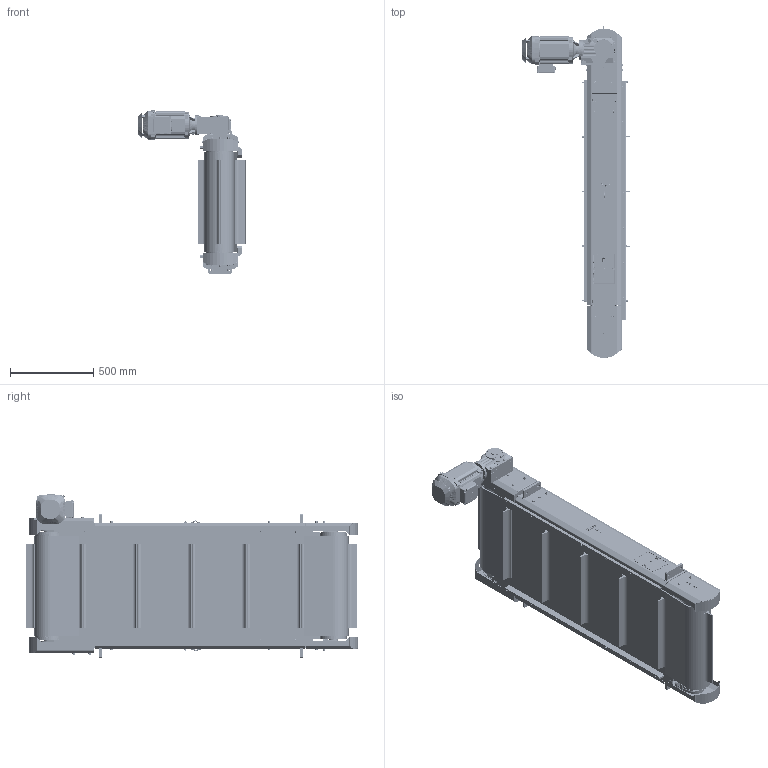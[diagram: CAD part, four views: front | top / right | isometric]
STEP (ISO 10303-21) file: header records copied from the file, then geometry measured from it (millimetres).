
FILE_DESCRIPTION(/* description */ (''),/* implementation_level */ '2;1');
FILE_NAME(/* name */ 'RONC120331.stp',/* time_stamp */ '2023-08-25T14:49:20+02:00',/* author */ ('PH'),/* organization */ (''),/* preprocessor_version */ 'ST-DEVELOPER v18.1',/* originating_system */ 'Autodesk Inventor 2021',/* authorisation */ '');
FILE_SCHEMA (('AUTOMOTIVE_DESIGN { 1 0 10303 214 3 1 1 }'));
Products named in the file (1): RONC120331
Bounding box: 645.1 x 1988.2 x 977.88 mm (x, y, z)
Volume: 70690962.4 mm3; surface area: 16705893.3 mm2
Topology: 24 solids, 24 shells, 8694 faces, 22906 edges, 14692 vertices
Faces by surface type: plane 5206, cylinder 1767, bspline 851, cone 715, torus 123, sphere 32
Full cylindrical faces by diameter (mm): 3.15 x2, 3.2 x8, 4 x3, 4.917 x4, 5.459 x8, 6 x80, 6.4 x4, 6.5 x10, 6.6 x18, 6.647 x9, 6.917 x3, 7 x32, 7.318 x4, 7.323 x15, 8 x74, 8.376 x1, 8.4 x31, 8.5 x4, 8.566 x3, 8.7 x8, 9 x7, 9.188 x6, 9.59 x2, 9.6 x2, 10 x43, 10.5 x4, 11 x20, 11.4 x15, 12 x14, 12.5 x2
Entity records: 293695 total; most frequent: CARTESIAN_POINT 75631, ORIENTED_EDGE 45632, DIRECTION 40525, EDGE_CURVE 22816, VERTEX_POINT 14700, LINE 13879, VECTOR 13879, AXIS2_PLACEMENT_3D 13323
